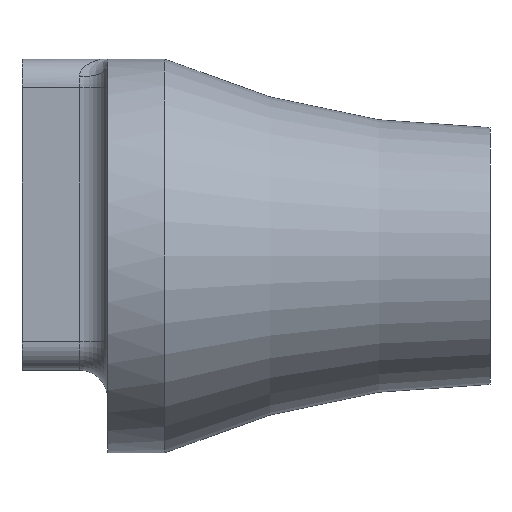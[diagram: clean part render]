
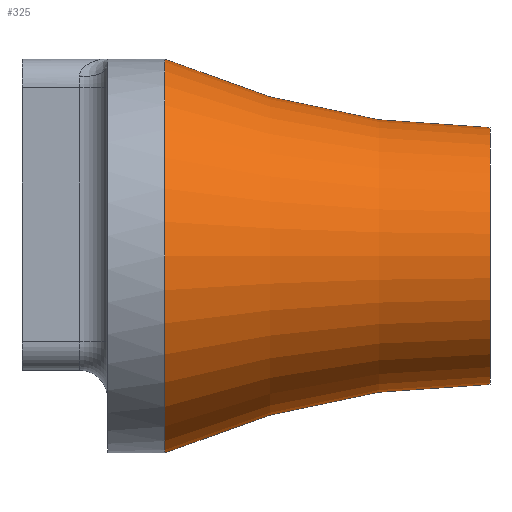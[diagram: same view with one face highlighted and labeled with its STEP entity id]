
A CAD part, left-side view. The second image highlights one B-rep face of the part: STEP entity #325.
In plain terms, the highlighted toroidal (fillet/blend) face has major radius 33 mm and minor radius 28.5 mm.
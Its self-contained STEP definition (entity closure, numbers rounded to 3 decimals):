
#85=FACE_OUTER_BOUND('',#107,.T.);
#107=EDGE_LOOP('',(#283,#284,#285,#286,#287,#288));
#128=CIRCLE('',#371,4.5);
#129=CIRCLE('',#372,4.5);
#133=CIRCLE('',#381,28.5);
#134=CIRCLE('',#382,6.9);
#135=CIRCLE('',#383,6.9);
#159=VERTEX_POINT('',#684);
#160=VERTEX_POINT('',#685);
#163=VERTEX_POINT('',#700);
#164=VERTEX_POINT('',#702);
#199=EDGE_CURVE('',#159,#160,#128,.T.);
#200=EDGE_CURVE('',#160,#159,#129,.T.);
#206=EDGE_CURVE('',#160,#163,#133,.T.);
#207=EDGE_CURVE('',#163,#164,#134,.T.);
#208=EDGE_CURVE('',#164,#163,#135,.T.);
#283=ORIENTED_EDGE('',*,*,#199,.F.);
#284=ORIENTED_EDGE('',*,*,#200,.F.);
#285=ORIENTED_EDGE('',*,*,#206,.T.);
#286=ORIENTED_EDGE('',*,*,#207,.T.);
#287=ORIENTED_EDGE('',*,*,#208,.T.);
#288=ORIENTED_EDGE('',*,*,#206,.F.);
#307=TOROIDAL_SURFACE('',#380,33.,28.5);
#325=ADVANCED_FACE('',(#85),#307,.F.);
#371=AXIS2_PLACEMENT_3D('',#686,#459,#460);
#372=AXIS2_PLACEMENT_3D('',#687,#461,#462);
#380=AXIS2_PLACEMENT_3D('',#699,#479,#480);
#381=AXIS2_PLACEMENT_3D('',#701,#481,#482);
#382=AXIS2_PLACEMENT_3D('',#703,#483,#484);
#383=AXIS2_PLACEMENT_3D('',#704,#485,#486);
#459=DIRECTION('center_axis',(0.,-1.,0.));
#460=DIRECTION('ref_axis',(-1.,0.,0.));
#461=DIRECTION('center_axis',(0.,-1.,0.));
#462=DIRECTION('ref_axis',(-1.,0.,0.));
#479=DIRECTION('center_axis',(0.,1.,0.));
#480=DIRECTION('ref_axis',(1.,0.,0.));
#481=DIRECTION('center_axis',(0.,0.,1.));
#482=DIRECTION('ref_axis',(-1.,0.,0.));
#483=DIRECTION('center_axis',(0.,-1.,0.));
#484=DIRECTION('ref_axis',(-1.,0.,0.));
#485=DIRECTION('center_axis',(0.,-1.,0.));
#486=DIRECTION('ref_axis',(-1.,0.,0.));
#684=CARTESIAN_POINT('',(-24.8,23.6,-2.3));
#685=CARTESIAN_POINT('',(-33.8,23.6,-2.3));
#686=CARTESIAN_POINT('Origin',(-29.3,23.6,-2.3));
#687=CARTESIAN_POINT('Origin',(-29.3,23.6,-2.3));
#699=CARTESIAN_POINT('Origin',(-29.3,23.553,-2.3));
#700=CARTESIAN_POINT('',(-36.2,35.,-2.3));
#701=CARTESIAN_POINT('Origin',(-62.3,23.553,-2.3));
#702=CARTESIAN_POINT('',(-22.4,35.,-2.3));
#703=CARTESIAN_POINT('Origin',(-29.3,35.,-2.3));
#704=CARTESIAN_POINT('Origin',(-29.3,35.,-2.3));
